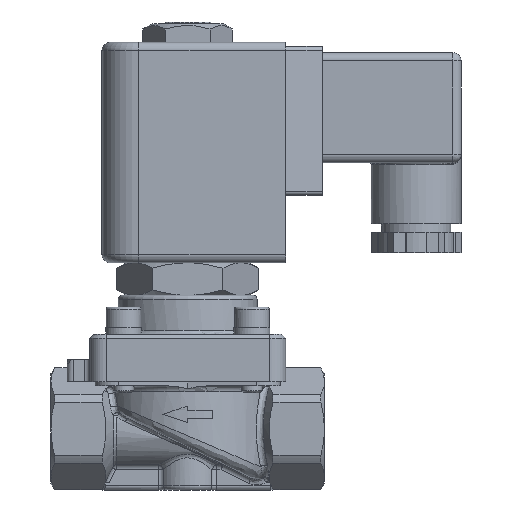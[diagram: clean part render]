
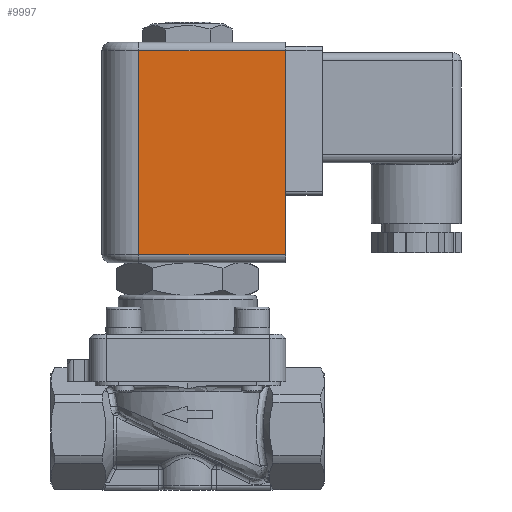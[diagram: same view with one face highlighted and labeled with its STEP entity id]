
A CAD part, left-side view. The second image highlights one B-rep face of the part: STEP entity #9997.
In plain terms, the highlighted planar face has unit normal (-1, 0, 0).
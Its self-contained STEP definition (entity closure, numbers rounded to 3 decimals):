
#724=LINE('',#15396,#1314);
#728=LINE('',#15407,#1318);
#734=LINE('',#15435,#1324);
#735=LINE('',#15437,#1325);
#1314=VECTOR('',#12441,36.);
#1318=VECTOR('',#12451,50.);
#1324=VECTOR('',#12485,50.);
#1325=VECTOR('',#12488,36.);
#1889=FACE_OUTER_BOUND('',#2856,.T.);
#2856=EDGE_LOOP('',(#7102,#7103,#7104,#7105));
#4150=VERTEX_POINT('',#15390);
#4151=VERTEX_POINT('',#15394);
#4155=VERTEX_POINT('',#15405);
#4162=VERTEX_POINT('',#15429);
#5224=EDGE_CURVE('',#4151,#4150,#724,.T.);
#5230=EDGE_CURVE('',#4151,#4155,#728,.T.);
#5244=EDGE_CURVE('',#4150,#4162,#734,.T.);
#5245=EDGE_CURVE('',#4162,#4155,#735,.T.);
#7102=ORIENTED_EDGE('',*,*,#5224,.F.);
#7103=ORIENTED_EDGE('',*,*,#5230,.T.);
#7104=ORIENTED_EDGE('',*,*,#5245,.F.);
#7105=ORIENTED_EDGE('',*,*,#5244,.F.);
#9031=PLANE('',#10761);
#9997=ADVANCED_FACE('',(#1889),#9031,.T.);
#10761=AXIS2_PLACEMENT_3D('',#15444,#12498,#12499);
#12441=DIRECTION('',(0.,1.,0.));
#12451=DIRECTION('',(0.,0.,1.));
#12485=DIRECTION('',(0.,0.,1.));
#12488=DIRECTION('',(0.,-1.,0.));
#12498=DIRECTION('center_axis',(-1.,0.,0.));
#12499=DIRECTION('ref_axis',(0.,0.,1.));
#15390=CARTESIAN_POINT('',(-18.,12.,40.7));
#15394=CARTESIAN_POINT('',(-18.,-24.,40.7));
#15396=CARTESIAN_POINT('',(-18.,-12.75,40.7));
#15405=CARTESIAN_POINT('',(-18.,-24.,90.7));
#15407=CARTESIAN_POINT('',(-18.,-24.,38.7));
#15429=CARTESIAN_POINT('',(-18.,12.,90.7));
#15435=CARTESIAN_POINT('',(-18.,12.,38.7));
#15437=CARTESIAN_POINT('',(-18.,-12.75,90.7));
#15444=CARTESIAN_POINT('Origin',(-18.,-24.,38.7));
